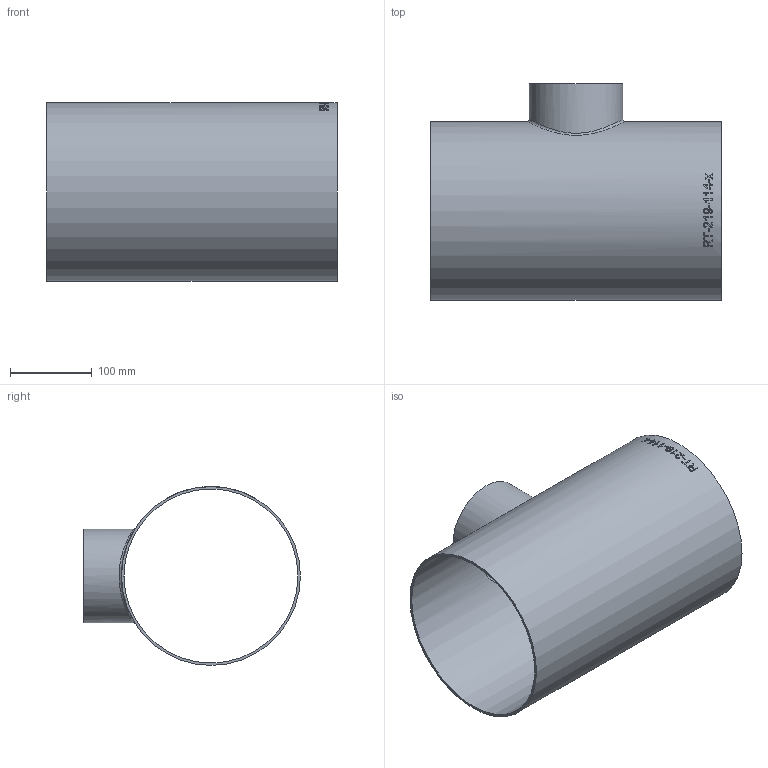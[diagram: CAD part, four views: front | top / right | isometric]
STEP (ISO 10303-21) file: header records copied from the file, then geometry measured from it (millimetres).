
FILE_DESCRIPTION (( 'STEP AP214' ), '1' );
FILE_NAME ('RT-219-114-x T-Stück Ø219,1x3,0-Ø114,3x2,6 BL356 1910.STEP', '2019-10-18T09:57:52', ( '' ), ( '' ), 'SwSTEP 2.0', 'SolidWorks 2016', '' );
FILE_SCHEMA (( 'AUTOMOTIVE_DESIGN' ));
Length unit declared in the file: millimetre
Products named in the file (1): RT-219-114-x T-Stück Ø219,1x3,0-Ø114,3x2,6 BL356 1910
Bounding box: 356 x 265.55 x 219.1 mm (x, y, z)
Volume: 746363.2 mm3; surface area: 506528 mm2
Topology: 1 solids, 1 shells, 141 faces, 370 edges, 246 vertices
Faces by surface type: plane 66, bspline 55, cylinder 20
Full cylindrical faces by diameter (mm): 109.1 x1, 114.3 x1, 213.1 x1, 219.1 x1
Entity records: 16703 total; most frequent: CARTESIAN_POINT 12283, ORIENTED_EDGE 716, DIRECTION 425, EDGE_CURVE 358, VERTEX_POINT 242, B_SPLINE_CURVE_WITH_KNOTS 179, EDGE_LOOP 166, AXIS2_PLACEMENT_3D 160
